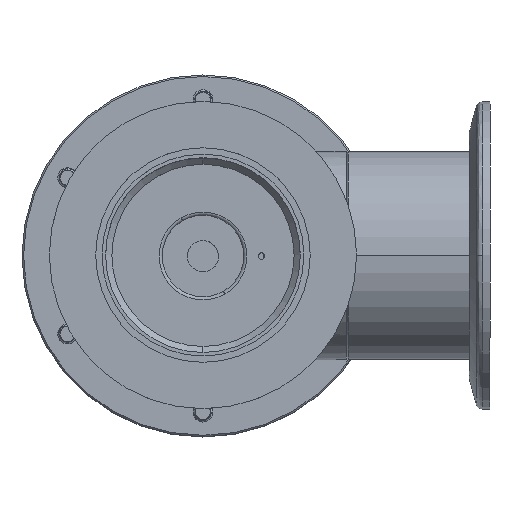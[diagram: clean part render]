
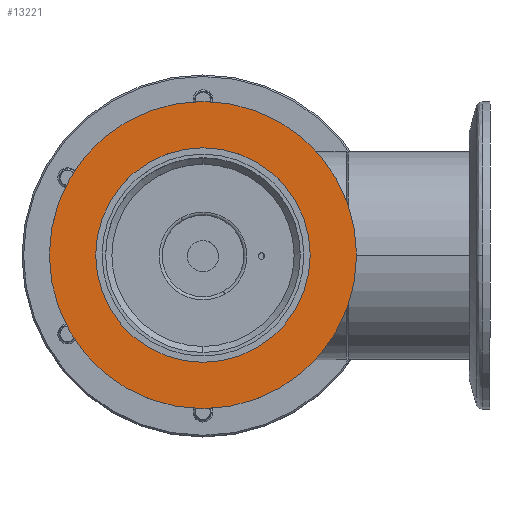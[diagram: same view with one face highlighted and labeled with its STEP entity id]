
A CAD part, top view. The second image highlights one B-rep face of the part: STEP entity #13221.
In plain terms, the highlighted planar face has unit normal (0, 0, 1).
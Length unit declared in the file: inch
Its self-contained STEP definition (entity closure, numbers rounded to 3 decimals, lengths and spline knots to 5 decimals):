
#1945 = ORIENTED_EDGE ( 'NONE', *, *, #19625, .T. ) ;
#3905 = DIRECTION ( 'NONE',  ( 0., 0., 1. ) ) ;
#7790 = AXIS2_PLACEMENT_3D ( 'NONE', #67616, #3905, #81810 ) ;
#9224 = CARTESIAN_POINT ( 'NONE',  ( 0.6625, 0., 5.131 ) ) ;
#9965 = AXIS2_PLACEMENT_3D ( 'NONE', #17355, #86571, #58624 ) ;
#12150 = CIRCLE ( 'NONE', #7790, 1.475 ) ;
#13221 = ADVANCED_FACE ( 'NONE', ( #59600, #44036 ), #52280, .T. ) ;
#14416 = VERTEX_POINT ( 'NONE', #20961 ) ;
#17355 = CARTESIAN_POINT ( 'NONE',  ( 0., 0., 5.131 ) ) ;
#19625 = EDGE_CURVE ( 'NONE', #67789, #68024, #12150, .T. ) ;
#20961 = CARTESIAN_POINT ( 'NONE',  ( 0., 1.03, 5.131 ) ) ;
#22468 = EDGE_CURVE ( 'NONE', #77026, #14416, #51322, .T. ) ;
#24436 = DIRECTION ( 'NONE',  ( 0., 1., 0. ) ) ;
#29537 = CIRCLE ( 'NONE', #80779, 1.03 ) ;
#32680 = CARTESIAN_POINT ( 'NONE',  ( 0., 0., 5.131 ) ) ;
#34174 = ORIENTED_EDGE ( 'NONE', *, *, #67824, .T. ) ;
#34753 = EDGE_LOOP ( 'NONE', ( #34174, #77421 ) ) ;
#44036 = FACE_OUTER_BOUND ( 'NONE', #83552, .T. ) ;
#45848 = DIRECTION ( 'NONE',  ( 0., -1., 0. ) ) ;
#51322 = CIRCLE ( 'NONE', #80553, 1.03 ) ;
#51812 = EDGE_CURVE ( 'NONE', #68024, #67789, #68496, .T. ) ;
#51856 = CARTESIAN_POINT ( 'NONE',  ( 1.475, 0., 5.131 ) ) ;
#52280 = PLANE ( 'NONE',  #81614 ) ;
#52874 = CARTESIAN_POINT ( 'NONE',  ( 0., 0., 5.131 ) ) ;
#54237 = DIRECTION ( 'NONE',  ( 0., 0., -1. ) ) ;
#55289 = ORIENTED_EDGE ( 'NONE', *, *, #51812, .T. ) ;
#58624 = DIRECTION ( 'NONE',  ( 1., 0., 0. ) ) ;
#59600 = FACE_BOUND ( 'NONE', #34753, .T. ) ;
#67616 = CARTESIAN_POINT ( 'NONE',  ( 0., 0., 5.131 ) ) ;
#67789 = VERTEX_POINT ( 'NONE', #68011 ) ;
#67824 = EDGE_CURVE ( 'NONE', #14416, #77026, #29537, .T. ) ;
#68011 = CARTESIAN_POINT ( 'NONE',  ( -1.475, 0., 5.131 ) ) ;
#68024 = VERTEX_POINT ( 'NONE', #51856 ) ;
#68496 = CIRCLE ( 'NONE', #9965, 1.475 ) ;
#72930 = DIRECTION ( 'NONE',  ( 0., 0., 1. ) ) ;
#77026 = VERTEX_POINT ( 'NONE', #87855 ) ;
#77421 = ORIENTED_EDGE ( 'NONE', *, *, #22468, .T. ) ;
#80553 = AXIS2_PLACEMENT_3D ( 'NONE', #52874, #87231, #24436 ) ;
#80779 = AXIS2_PLACEMENT_3D ( 'NONE', #32680, #54237, #87678 ) ;
#81614 = AXIS2_PLACEMENT_3D ( 'NONE', #9224, #72930, #45848 ) ;
#81810 = DIRECTION ( 'NONE',  ( 1., 0., 0. ) ) ;
#83552 = EDGE_LOOP ( 'NONE', ( #55289, #1945 ) ) ;
#86571 = DIRECTION ( 'NONE',  ( 0., 0., 1. ) ) ;
#87231 = DIRECTION ( 'NONE',  ( 0., 0., -1. ) ) ;
#87678 = DIRECTION ( 'NONE',  ( 0., 1., 0. ) ) ;
#87855 = CARTESIAN_POINT ( 'NONE',  ( 0., -1.03, 5.131 ) ) ;
